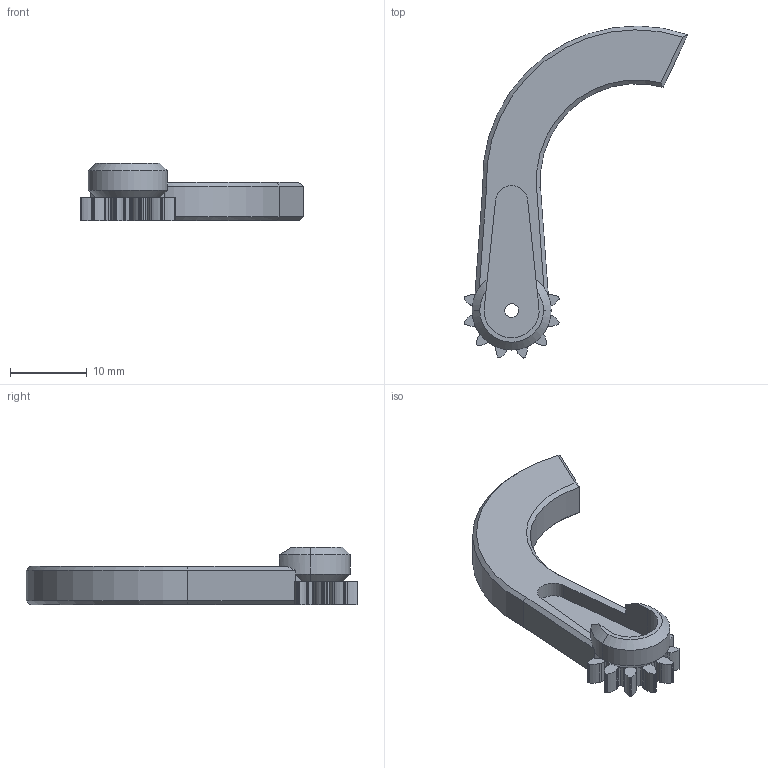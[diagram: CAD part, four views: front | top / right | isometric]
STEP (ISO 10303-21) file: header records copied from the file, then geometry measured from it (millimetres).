
FILE_DESCRIPTION(('CATIA V5 STEP Exchange'),'2;1');
FILE_NAME('clamp_finger_a.stp','2020-01-25T08:03:52+00:00',('none'),('none'),'CATIA Version 5 Release 20 GA (IN-10)','CATIA V5 STEP AP203','none');
FILE_SCHEMA(('CONFIG_CONTROL_DESIGN'));
Length unit declared in the file: millimetre
Products named in the file (1): clamp_finger_a
Bounding box: 29.09 x 43.16 x 7.5 mm (x, y, z)
Volume: 1911.6 mm3; surface area: 1675.4 mm2
Topology: 1 solids, 1 shells, 137 faces, 391 edges, 256 vertices
Faces by surface type: cylinder 78, plane 49, cone 10
Entity records: 4379 total; most frequent: CARTESIAN_POINT 894, ORIENTED_EDGE 782, DIRECTION 601, EDGE_CURVE 391, AXIS2_PLACEMENT_3D 294, VERTEX_POINT 256, VECTOR 188, LINE 188
